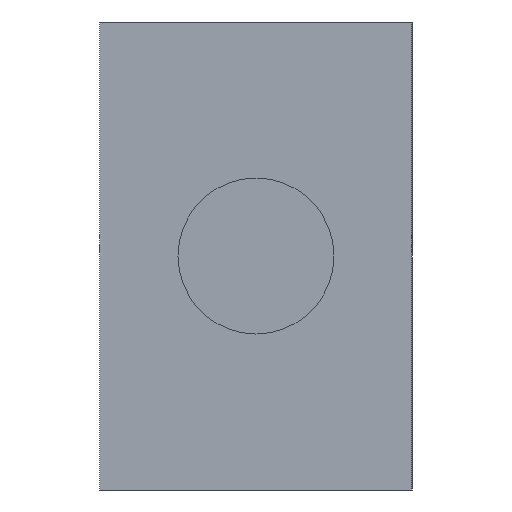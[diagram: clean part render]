
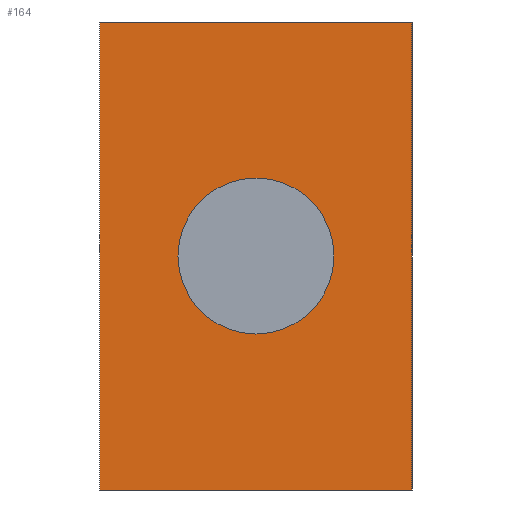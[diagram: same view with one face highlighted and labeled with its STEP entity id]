
A CAD part, left-side view. The second image highlights one B-rep face of the part: STEP entity #164.
In plain terms, the highlighted planar face has unit normal (-1, 0, 0).
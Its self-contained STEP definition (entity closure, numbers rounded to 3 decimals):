
#15=FACE_BOUND('',#39,.T.);
#20=PLANE('',#202);
#29=FACE_OUTER_BOUND('',#38,.T.);
#38=EDGE_LOOP('',(#135,#136,#137,#138));
#39=EDGE_LOOP('',(#139,#140));
#51=LINE('',#290,#63);
#52=LINE('',#293,#64);
#53=LINE('',#295,#65);
#54=LINE('',#296,#66);
#63=VECTOR('',#242,10.);
#64=VECTOR('',#245,10.);
#65=VECTOR('',#246,10.);
#66=VECTOR('',#247,10.);
#71=CIRCLE('',#191,2.5);
#72=CIRCLE('',#192,2.5);
#80=VERTEX_POINT('',#262);
#81=VERTEX_POINT('',#264);
#89=VERTEX_POINT('',#286);
#90=VERTEX_POINT('',#288);
#91=VERTEX_POINT('',#292);
#92=VERTEX_POINT('',#294);
#96=EDGE_CURVE('',#81,#80,#71,.T.);
#97=EDGE_CURVE('',#80,#81,#72,.T.);
#108=EDGE_CURVE('',#89,#90,#51,.T.);
#109=EDGE_CURVE('',#91,#89,#52,.T.);
#110=EDGE_CURVE('',#92,#90,#53,.T.);
#111=EDGE_CURVE('',#91,#92,#54,.T.);
#135=ORIENTED_EDGE('',*,*,#109,.T.);
#136=ORIENTED_EDGE('',*,*,#108,.T.);
#137=ORIENTED_EDGE('',*,*,#110,.F.);
#138=ORIENTED_EDGE('',*,*,#111,.F.);
#139=ORIENTED_EDGE('',*,*,#96,.T.);
#140=ORIENTED_EDGE('',*,*,#97,.T.);
#164=ADVANCED_FACE('',(#29,#15),#20,.T.);
#191=AXIS2_PLACEMENT_3D('',#265,#215,#216);
#192=AXIS2_PLACEMENT_3D('',#266,#217,#218);
#202=AXIS2_PLACEMENT_3D('',#291,#243,#244);
#215=DIRECTION('center_axis',(1.,0.,0.));
#216=DIRECTION('ref_axis',(0.,0.,1.));
#217=DIRECTION('center_axis',(1.,0.,0.));
#218=DIRECTION('ref_axis',(0.,0.,1.));
#242=DIRECTION('',(0.,1.,0.));
#243=DIRECTION('center_axis',(-1.,0.,0.));
#244=DIRECTION('ref_axis',(0.,0.,1.));
#245=DIRECTION('',(0.,0.,1.));
#246=DIRECTION('',(0.,0.,1.));
#247=DIRECTION('',(0.,1.,0.));
#262=CARTESIAN_POINT('',(-75.,5.,-2.5));
#264=CARTESIAN_POINT('',(-75.,5.,2.5));
#265=CARTESIAN_POINT('Origin',(-75.,5.,0.));
#266=CARTESIAN_POINT('Origin',(-75.,5.,0.));
#286=CARTESIAN_POINT('',(-75.,0.,7.5));
#288=CARTESIAN_POINT('',(-75.,10.,7.5));
#290=CARTESIAN_POINT('',(-75.,0.,7.5));
#291=CARTESIAN_POINT('Origin',(-75.,0.,-7.5));
#292=CARTESIAN_POINT('',(-75.,0.,-7.5));
#293=CARTESIAN_POINT('',(-75.,0.,-7.5));
#294=CARTESIAN_POINT('',(-75.,10.,-7.5));
#295=CARTESIAN_POINT('',(-75.,10.,-7.5));
#296=CARTESIAN_POINT('',(-75.,0.,-7.5));
